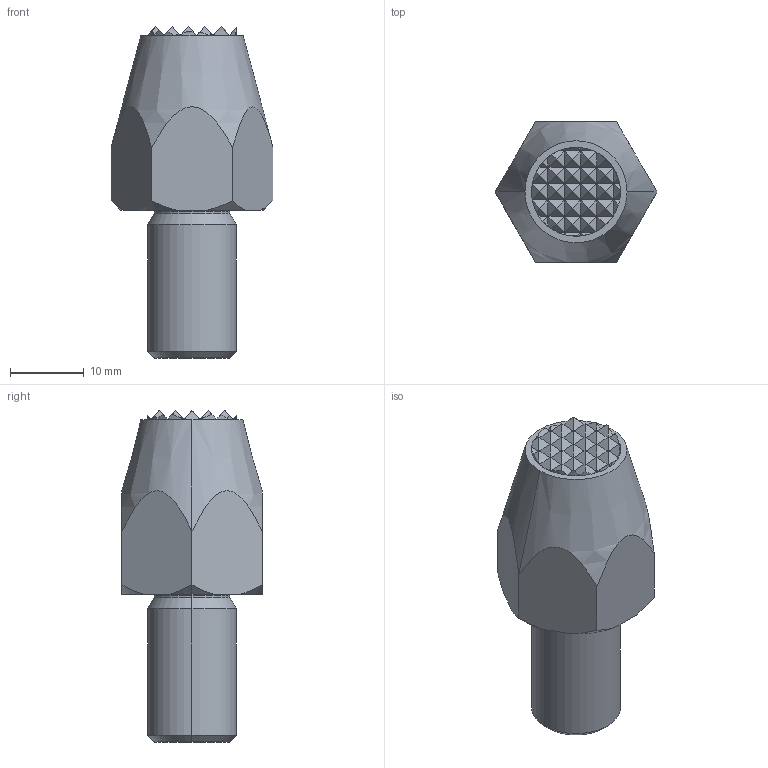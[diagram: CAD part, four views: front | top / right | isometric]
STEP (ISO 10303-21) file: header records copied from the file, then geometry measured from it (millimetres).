
FILE_DESCRIPTION(('STEP AP214'),'1');
FILE_NAME(' ',' ',('TraceParts'),('TraceParts S.A.'),'XStep 1.0',' ',' ');
FILE_SCHEMA(('automotive_design'));
Length unit declared in the file: millimetre
Products named in the file (1): 1
Bounding box: 21.9 x 18.97 x 44.89 mm (x, y, z)
Volume: 8598.7 mm3; surface area: 2707.1 mm2
Topology: 1 solids, 1 shells, 172 faces, 313 edges, 145 vertices
Faces by surface type: plane 126, cylinder 26, cone 16, torus 4
Entity records: 7650 total; most frequent: DIRECTION 750, CARTESIAN_POINT 667, STYLED_ITEM 631, PRESENTATION_STYLE_ASSIGNMENT 631, COLOUR_RGB 631, ORIENTED_EDGE 626, EDGE_CURVE 313, CURVE_STYLE 313
